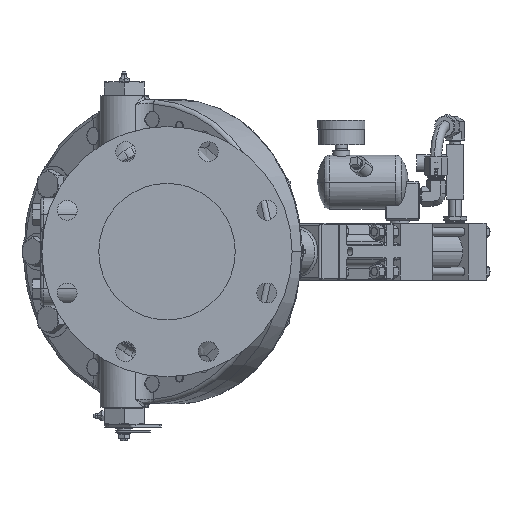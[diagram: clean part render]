
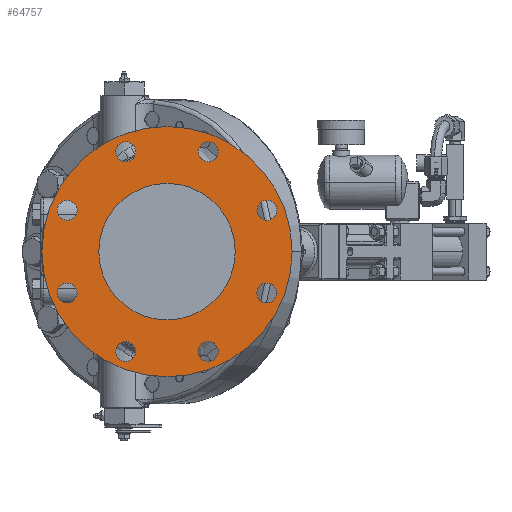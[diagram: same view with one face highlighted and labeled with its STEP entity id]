
A CAD part, left-side view. The second image highlights one B-rep face of the part: STEP entity #64757.
In plain terms, the highlighted planar face has unit normal (-1, 0, 0).
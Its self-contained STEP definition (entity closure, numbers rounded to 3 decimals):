
#23833=CARTESIAN_POINT('',(-8.034,0.,0.));
#23834=DIRECTION('',(-1.,0.,0.));
#23835=DIRECTION('',(0.,1.,0.));
#23836=AXIS2_PLACEMENT_3D('',#23833,#23834,#23835);
#23918=CARTESIAN_POINT('',(-8.034,0.,0.));
#23919=DIRECTION('',(1.,0.,0.));
#23920=DIRECTION('',(0.,1.,0.));
#23921=AXIS2_PLACEMENT_3D('',#23918,#23919,#23920);
#24220=CARTESIAN_POINT('',(-8.034,4.388,
-1.818));
#24221=DIRECTION('',(1.,0.,0.));
#24222=DIRECTION('',(0.,1.,0.));
#24223=AXIS2_PLACEMENT_3D('',#24220,#24221,#24222);
#24225=CARTESIAN_POINT('',(-8.034,4.388,
-1.818));
#24226=DIRECTION('',(1.,0.,0.));
#24227=DIRECTION('',(0.,-1.,0.));
#24228=AXIS2_PLACEMENT_3D('',#24225,#24226,#24227);
#24230=CARTESIAN_POINT('',(-8.034,4.388,
1.818));
#24231=DIRECTION('',(1.,0.,0.));
#24232=DIRECTION('',(0.,0.707,0.707));
#24233=AXIS2_PLACEMENT_3D('',#24230,#24231,#24232);
#24235=CARTESIAN_POINT('',(-8.034,4.388,
1.818));
#24236=DIRECTION('',(1.,0.,0.));
#24237=DIRECTION('',(0.,-0.707,-0.707));
#24238=AXIS2_PLACEMENT_3D('',#24235,#24236,#24237);
#24240=CARTESIAN_POINT('',(-8.034,1.818,
4.388));
#24241=DIRECTION('',(1.,0.,0.));
#24242=DIRECTION('',(0.,0.,1.));
#24243=AXIS2_PLACEMENT_3D('',#24240,#24241,#24242);
#24245=CARTESIAN_POINT('',(-8.034,1.818,
4.388));
#24246=DIRECTION('',(1.,0.,0.));
#24247=DIRECTION('',(0.,0.,-1.));
#24248=AXIS2_PLACEMENT_3D('',#24245,#24246,#24247);
#24250=CARTESIAN_POINT('',(-8.034,-1.818,
4.388));
#24251=DIRECTION('',(1.,0.,0.));
#24252=DIRECTION('',(0.,-0.707,0.707));
#24253=AXIS2_PLACEMENT_3D('',#24250,#24251,#24252);
#24255=CARTESIAN_POINT('',(-8.034,-1.818,
4.388));
#24256=DIRECTION('',(1.,0.,0.));
#24257=DIRECTION('',(0.,0.707,-0.707));
#24258=AXIS2_PLACEMENT_3D('',#24255,#24256,#24257);
#24260=CARTESIAN_POINT('',(-8.034,-4.388,
1.818));
#24261=DIRECTION('',(1.,0.,0.));
#24262=DIRECTION('',(0.,-1.,0.));
#24263=AXIS2_PLACEMENT_3D('',#24260,#24261,#24262);
#24265=CARTESIAN_POINT('',(-8.034,-4.388,
1.818));
#24266=DIRECTION('',(1.,0.,0.));
#24267=DIRECTION('',(0.,1.,0.));
#24268=AXIS2_PLACEMENT_3D('',#24265,#24266,#24267);
#24270=CARTESIAN_POINT('',(-8.034,-4.388,
-1.818));
#24271=DIRECTION('',(1.,0.,0.));
#24272=DIRECTION('',(0.,-0.707,-0.707));
#24273=AXIS2_PLACEMENT_3D('',#24270,#24271,#24272);
#24275=CARTESIAN_POINT('',(-8.034,-4.388,
-1.818));
#24276=DIRECTION('',(1.,0.,0.));
#24277=DIRECTION('',(0.,0.707,0.707));
#24278=AXIS2_PLACEMENT_3D('',#24275,#24276,#24277);
#24280=CARTESIAN_POINT('',(-8.034,-1.818,
-4.388));
#24281=DIRECTION('',(1.,0.,0.));
#24282=DIRECTION('',(0.,0.,-1.));
#24283=AXIS2_PLACEMENT_3D('',#24280,#24281,#24282);
#24285=CARTESIAN_POINT('',(-8.034,-1.818,
-4.388));
#24286=DIRECTION('',(1.,0.,0.));
#24287=DIRECTION('',(0.,0.,1.));
#24288=AXIS2_PLACEMENT_3D('',#24285,#24286,#24287);
#24290=CARTESIAN_POINT('',(-8.034,1.818,
-4.388));
#24291=DIRECTION('',(1.,0.,0.));
#24292=DIRECTION('',(0.,0.707,-0.707));
#24293=AXIS2_PLACEMENT_3D('',#24290,#24291,#24292);
#24295=CARTESIAN_POINT('',(-8.034,1.818,
-4.388));
#24296=DIRECTION('',(1.,0.,0.));
#24297=DIRECTION('',(0.,-0.707,0.707));
#24298=AXIS2_PLACEMENT_3D('',#24295,#24296,#24297);
#24305=CARTESIAN_POINT('',(-8.034,0.,0.));
#24306=DIRECTION('',(1.,0.,0.));
#24307=DIRECTION('',(0.,0.,-1.));
#24308=AXIS2_PLACEMENT_3D('',#24305,#24306,#24307);
#24319=CARTESIAN_POINT('',(-8.034,0.,0.));
#24320=DIRECTION('',(1.,0.,0.));
#24321=DIRECTION('',(0.,-1.,0.));
#24322=AXIS2_PLACEMENT_3D('',#24319,#24320,#24321);
#31777=CARTESIAN_POINT('',(-8.034,4.826,
-1.818));
#31778=VERTEX_POINT('',#31777);
#31779=CARTESIAN_POINT('',(-8.034,3.951,
-1.818));
#31780=VERTEX_POINT('',#31779);
#31785=CARTESIAN_POINT('',(-8.034,4.698,
2.127));
#31786=VERTEX_POINT('',#31785);
#31787=CARTESIAN_POINT('',(-8.034,4.079,
1.508));
#31788=VERTEX_POINT('',#31787);
#31793=CARTESIAN_POINT('',(-8.034,1.818,
4.826));
#31794=VERTEX_POINT('',#31793);
#31795=CARTESIAN_POINT('',(-8.034,1.818,
3.951));
#31796=VERTEX_POINT('',#31795);
#31801=CARTESIAN_POINT('',(-8.034,-2.127,
4.698));
#31802=VERTEX_POINT('',#31801);
#31803=CARTESIAN_POINT('',(-8.034,-1.508,
4.079));
#31804=VERTEX_POINT('',#31803);
#31809=CARTESIAN_POINT('',(-8.034,-4.826,
1.818));
#31810=VERTEX_POINT('',#31809);
#31811=CARTESIAN_POINT('',(-8.034,-3.951,
1.818));
#31812=VERTEX_POINT('',#31811);
#31817=CARTESIAN_POINT('',(-8.034,-4.698,
-2.127));
#31818=VERTEX_POINT('',#31817);
#31819=CARTESIAN_POINT('',(-8.034,-4.079,
-1.508));
#31820=VERTEX_POINT('',#31819);
#31825=CARTESIAN_POINT('',(-8.034,-1.818,
-4.826));
#31826=VERTEX_POINT('',#31825);
#31827=CARTESIAN_POINT('',(-8.034,-1.818,
-3.951));
#31828=VERTEX_POINT('',#31827);
#31833=CARTESIAN_POINT('',(-8.034,2.127,
-4.698));
#31834=VERTEX_POINT('',#31833);
#31835=CARTESIAN_POINT('',(-8.034,1.508,
-4.079));
#31836=VERTEX_POINT('',#31835);
#32348=CARTESIAN_POINT('',(-8.034,-5.5,0.));
#32350=VERTEX_POINT('',#32348);
#32420=CARTESIAN_POINT('',(-8.034,5.5,0.));
#32421=VERTEX_POINT('',#32420);
#32422=CARTESIAN_POINT('',(-8.034,0.,-3.));
#32423=CARTESIAN_POINT('',(-8.034,-3.,0.));
#32424=VERTEX_POINT('',#32422);
#32425=VERTEX_POINT('',#32423);
#64694=CARTESIAN_POINT('',(-8.034,0.,0.));
#64695=DIRECTION('',(1.,0.,0.));
#64696=DIRECTION('',(0.,-1.,0.));
#64697=AXIS2_PLACEMENT_3D('',#64694,#64695,#64696);
#64698=PLANE('',#64697);
#64699=ORIENTED_EDGE('',*,*,#64125,.F.);
#64700=ORIENTED_EDGE('',*,*,#64184,.T.);
#64701=EDGE_LOOP('',(#64699,#64700));
#64702=FACE_OUTER_BOUND('',#64701,.F.);
#64704=ORIENTED_EDGE('',*,*,#64703,.F.);
#64706=ORIENTED_EDGE('',*,*,#64705,.F.);
#64707=EDGE_LOOP('',(#64704,#64706));
#64708=FACE_BOUND('',#64707,.F.);
#64710=ORIENTED_EDGE('',*,*,#64709,.F.);
#64712=ORIENTED_EDGE('',*,*,#64711,.F.);
#64713=EDGE_LOOP('',(#64710,#64712));
#64714=FACE_BOUND('',#64713,.F.);
#64716=ORIENTED_EDGE('',*,*,#64715,.F.);
#64718=ORIENTED_EDGE('',*,*,#64717,.F.);
#64719=EDGE_LOOP('',(#64716,#64718));
#64720=FACE_BOUND('',#64719,.F.);
#64722=ORIENTED_EDGE('',*,*,#64721,.F.);
#64724=ORIENTED_EDGE('',*,*,#64723,.F.);
#64725=EDGE_LOOP('',(#64722,#64724));
#64726=FACE_BOUND('',#64725,.F.);
#64728=ORIENTED_EDGE('',*,*,#64727,.F.);
#64730=ORIENTED_EDGE('',*,*,#64729,.F.);
#64731=EDGE_LOOP('',(#64728,#64730));
#64732=FACE_BOUND('',#64731,.F.);
#64734=ORIENTED_EDGE('',*,*,#64733,.F.);
#64736=ORIENTED_EDGE('',*,*,#64735,.F.);
#64737=EDGE_LOOP('',(#64734,#64736));
#64738=FACE_BOUND('',#64737,.F.);
#64740=ORIENTED_EDGE('',*,*,#64739,.F.);
#64742=ORIENTED_EDGE('',*,*,#64741,.F.);
#64743=EDGE_LOOP('',(#64740,#64742));
#64744=FACE_BOUND('',#64743,.F.);
#64746=ORIENTED_EDGE('',*,*,#64745,.F.);
#64748=ORIENTED_EDGE('',*,*,#64747,.F.);
#64749=EDGE_LOOP('',(#64746,#64748));
#64750=FACE_BOUND('',#64749,.F.);
#64752=ORIENTED_EDGE('',*,*,#64751,.F.);
#64754=ORIENTED_EDGE('',*,*,#64753,.F.);
#64755=EDGE_LOOP('',(#64752,#64754));
#64756=FACE_BOUND('',#64755,.F.);
#23837=CIRCLE('',#23836,5.5);
#23922=CIRCLE('',#23921,5.5);
#24224=CIRCLE('',#24223,0.438);
#24229=CIRCLE('',#24228,0.438);
#24234=CIRCLE('',#24233,0.438);
#24239=CIRCLE('',#24238,0.438);
#24244=CIRCLE('',#24243,0.438);
#24249=CIRCLE('',#24248,0.438);
#24254=CIRCLE('',#24253,0.438);
#24259=CIRCLE('',#24258,0.438);
#24264=CIRCLE('',#24263,0.438);
#24269=CIRCLE('',#24268,0.438);
#24274=CIRCLE('',#24273,0.438);
#24279=CIRCLE('',#24278,0.438);
#24284=CIRCLE('',#24283,0.438);
#24289=CIRCLE('',#24288,0.438);
#24294=CIRCLE('',#24293,0.438);
#24299=CIRCLE('',#24298,0.438);
#24309=CIRCLE('',#24308,3.);
#24323=CIRCLE('',#24322,3.);
#64125=EDGE_CURVE('',#32421,#32350,#23837,.T.);
#64184=EDGE_CURVE('',#32421,#32350,#23922,.T.);
#64703=EDGE_CURVE('',#32424,#32425,#24309,.T.);
#64705=EDGE_CURVE('',#32425,#32424,#24323,.T.);
#64709=EDGE_CURVE('',#31778,#31780,#24224,.T.);
#64711=EDGE_CURVE('',#31780,#31778,#24229,.T.);
#64715=EDGE_CURVE('',#31786,#31788,#24234,.T.);
#64717=EDGE_CURVE('',#31788,#31786,#24239,.T.);
#64721=EDGE_CURVE('',#31794,#31796,#24244,.T.);
#64723=EDGE_CURVE('',#31796,#31794,#24249,.T.);
#64727=EDGE_CURVE('',#31802,#31804,#24254,.T.);
#64729=EDGE_CURVE('',#31804,#31802,#24259,.T.);
#64733=EDGE_CURVE('',#31810,#31812,#24264,.T.);
#64735=EDGE_CURVE('',#31812,#31810,#24269,.T.);
#64739=EDGE_CURVE('',#31818,#31820,#24274,.T.);
#64741=EDGE_CURVE('',#31820,#31818,#24279,.T.);
#64745=EDGE_CURVE('',#31826,#31828,#24284,.T.);
#64747=EDGE_CURVE('',#31828,#31826,#24289,.T.);
#64751=EDGE_CURVE('',#31834,#31836,#24294,.T.);
#64753=EDGE_CURVE('',#31836,#31834,#24299,.T.);
#64757=ADVANCED_FACE('',(#64702,#64708,#64714,#64720,#64726,#64732,#64738,
#64744,#64750,#64756),#64698,.F.);
